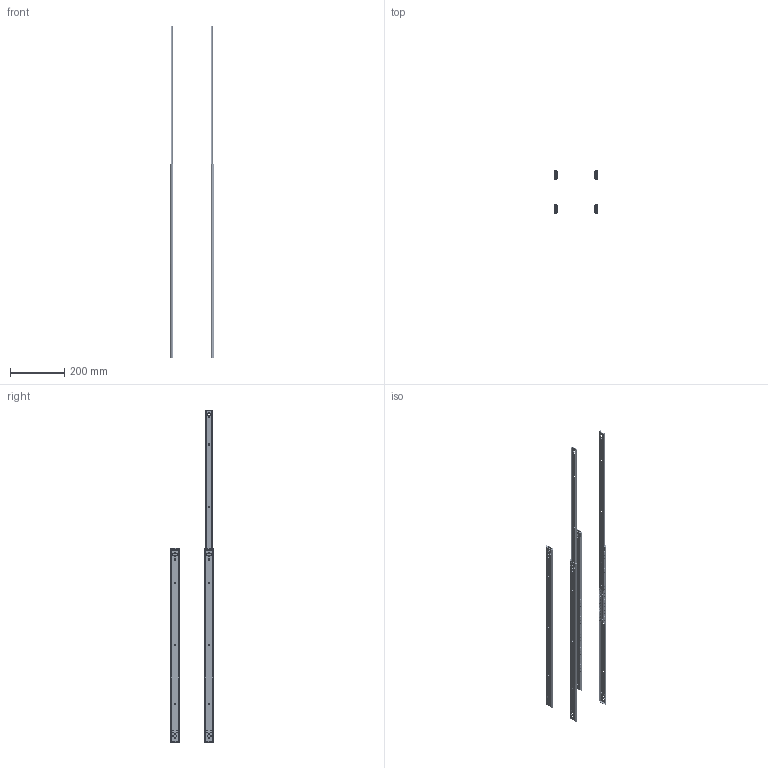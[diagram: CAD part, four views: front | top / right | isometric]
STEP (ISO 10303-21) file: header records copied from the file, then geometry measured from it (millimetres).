
FILE_DESCRIPTION (( 'STEP AP214' ), '1' );
FILE_NAME ('04419-Drawer Slides Pair Stainless Steel 711mm 25kg Load.STEP', '2018-11-01T01:53:38', ( '' ), ( '' ), 'SwSTEP 2.0', 'SolidWorks 2018', '' );
FILE_SCHEMA (( 'AUTOMOTIVE_DESIGN' ));
Length unit declared in the file: millimetre
Products named in the file (4): 4419 - Bearing Rack; 4419 - Outer; 4419 - Inner; 04419-Drawer Slides Pair Stainless Steel 711mm 25kg Load
Assembly tree (12 placements, depth 2):
  04419-Drawer Slides Pair Stainless Steel 711mm 25kg Load
    4419 - Outer  x4
    4419 - Inner  x4
    4419 - Bearing Rack  x4
Bounding box: 159.77 x 159.97 x 1219.2 mm (x, y, z)
Volume: 390799.6 mm3; surface area: 605249.7 mm2
Topology: 224 solids, 224 shells, 6304 faces, 18220 edges, 11976 vertices
Faces by surface type: plane 3260, cylinder 2268, sphere 416, bspline 360
Entity records: 57568 total; most frequent: CARTESIAN_POINT 15054, ORIENTED_EDGE 8590, DIRECTION 8245, EDGE_CURVE 4295, VECTOR 2867, LINE 2867, VERTEX_POINT 2838, AXIS2_PLACEMENT_3D 2689
